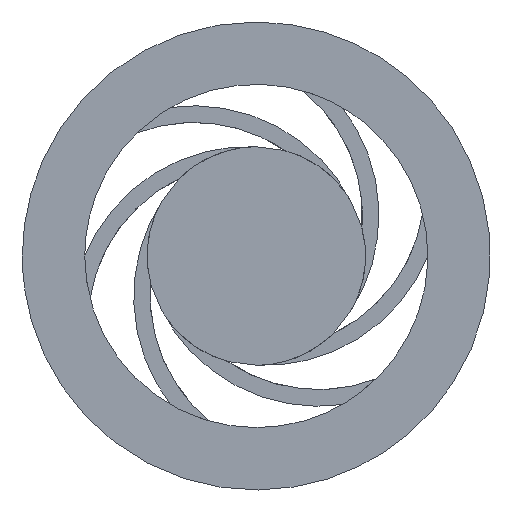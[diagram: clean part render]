
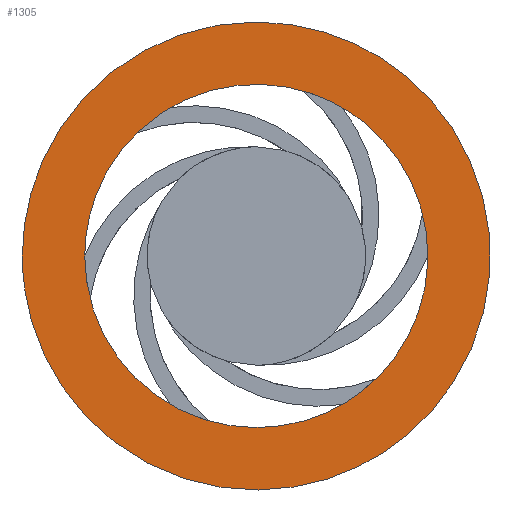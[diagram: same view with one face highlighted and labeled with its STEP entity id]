
A CAD part, front view. The second image highlights one B-rep face of the part: STEP entity #1305.
In plain terms, the highlighted free-form (B-spline) face has degree [1, 1] with [2, 2] control points.
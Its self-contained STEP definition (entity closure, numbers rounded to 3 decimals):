
#1162 = VERTEX_POINT('',#1163);
#1163 = CARTESIAN_POINT('',(-66.415,0.,0.));
#1168 = EDGE_CURVE('',#1162,#1162,#1169,.T.);
#1169 = ( BOUNDED_CURVE() B_SPLINE_CURVE(2,(#1170,#1171,#1172,#1173,
#1174,#1175,#1176),.UNSPECIFIED.,.T.,.F.) B_SPLINE_CURVE_WITH_KNOTS((3,2
    ,2,3),(3.142,5.236,7.33,9.425),
.PIECEWISE_BEZIER_KNOTS.) CURVE() GEOMETRIC_REPRESENTATION_ITEM() 
RATIONAL_B_SPLINE_CURVE((1.,0.5,1.,0.5,1.,0.5,1.)) REPRESENTATION_ITEM(
  '') );
#1170 = CARTESIAN_POINT('',(-66.415,0.,0.));
#1171 = CARTESIAN_POINT('',(-66.415,0.,-115.034));
#1172 = CARTESIAN_POINT('',(33.207,0.,-57.517));
#1173 = CARTESIAN_POINT('',(132.83,0.,0.));
#1174 = CARTESIAN_POINT('',(33.207,0.,57.517));
#1175 = CARTESIAN_POINT('',(-66.415,0.,115.034));
#1176 = CARTESIAN_POINT('',(-66.415,0.,0.));
#1258 = VERTEX_POINT('',#1259);
#1259 = CARTESIAN_POINT('',(-90.566,0.,0.));
#1264 = EDGE_CURVE('',#1258,#1258,#1265,.T.);
#1265 = ( BOUNDED_CURVE() B_SPLINE_CURVE(2,(#1266,#1267,#1268,#1269,
#1270,#1271,#1272),.UNSPECIFIED.,.T.,.F.) B_SPLINE_CURVE_WITH_KNOTS((3,2
    ,2,3),(3.142,5.236,7.33,9.425),
.PIECEWISE_BEZIER_KNOTS.) CURVE() GEOMETRIC_REPRESENTATION_ITEM() 
RATIONAL_B_SPLINE_CURVE((1.,0.5,1.,0.5,1.,0.5,1.)) REPRESENTATION_ITEM(
  '') );
#1266 = CARTESIAN_POINT('',(-90.566,0.,0.));
#1267 = CARTESIAN_POINT('',(-90.566,0.,156.864));
#1268 = CARTESIAN_POINT('',(45.283,0.,78.432));
#1269 = CARTESIAN_POINT('',(181.131,0.,0.));
#1270 = CARTESIAN_POINT('',(45.283,0.,-78.432));
#1271 = CARTESIAN_POINT('',(-90.566,0.,-156.864));
#1272 = CARTESIAN_POINT('',(-90.566,0.,0.));
#1305 = ADVANCED_FACE('',(#1306,#1309),#1312,.F.);
#1306 = FACE_BOUND('',#1307,.T.);
#1307 = EDGE_LOOP('',(#1308));
#1308 = ORIENTED_EDGE('',*,*,#1264,.F.);
#1309 = FACE_BOUND('',#1310,.T.);
#1310 = EDGE_LOOP('',(#1311));
#1311 = ORIENTED_EDGE('',*,*,#1168,.F.);
#1312 = B_SPLINE_SURFACE_WITH_KNOTS('',1,1,(
    (#1313,#1314)
    ,(#1315,#1316
    )),.UNSPECIFIED.,.F.,.F.,.F.,(2,2),(2,2),(-75.,75.),(-75.,75.),
  .PIECEWISE_BEZIER_KNOTS.);
#1313 = CARTESIAN_POINT('',(-90.566,0.,90.566));
#1314 = CARTESIAN_POINT('',(-90.566,0.,-90.566));
#1315 = CARTESIAN_POINT('',(90.566,0.,90.566));
#1316 = CARTESIAN_POINT('',(90.566,0.,-90.566));
